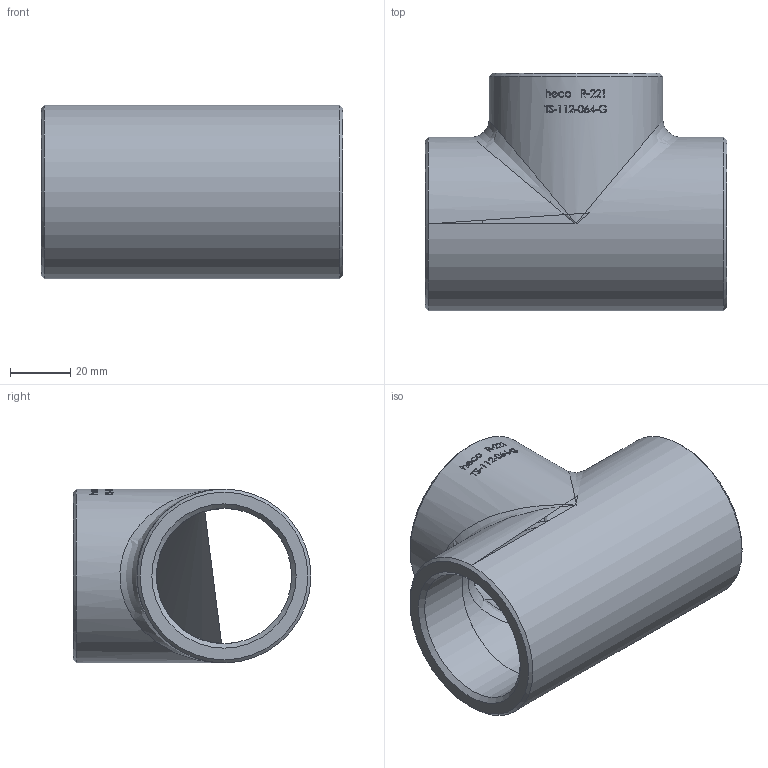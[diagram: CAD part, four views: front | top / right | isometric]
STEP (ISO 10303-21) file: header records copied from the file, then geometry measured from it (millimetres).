
FILE_DESCRIPTION (( 'STEP AP214' ), '1' );
FILE_NAME ('TS-112-064-G R-221 T-Stück 2011.STEP', '2020-11-18T09:03:53', ( '' ), ( '' ), 'SwSTEP 2.0', 'SolidWorks 2019', '' );
FILE_SCHEMA (( 'AUTOMOTIVE_DESIGN' ));
Length unit declared in the file: millimetre
Products named in the file (1): TS-112-064-G R-221 T-Stück 2011
Bounding box: 100 x 78.8 x 57.6 mm (x, y, z)
Volume: 119768.2 mm3; surface area: 39745.6 mm2
Topology: 1 solids, 1 shells, 50 faces, 257 edges, 230 vertices
Faces by surface type: cylinder 34, plane 6, cone 6, bspline 4
Full cylindrical faces by diameter (mm): 44.825 x2, 44.845 x3, 57.6 x2
Entity records: 5710 total; most frequent: CARTESIAN_POINT 3592, ORIENTED_EDGE 464, DIRECTION 261, EDGE_CURVE 232, VERTEX_POINT 228, B_SPLINE_CURVE_WITH_KNOTS 123, AXIS2_PLACEMENT_3D 113, EDGE_LOOP 98
